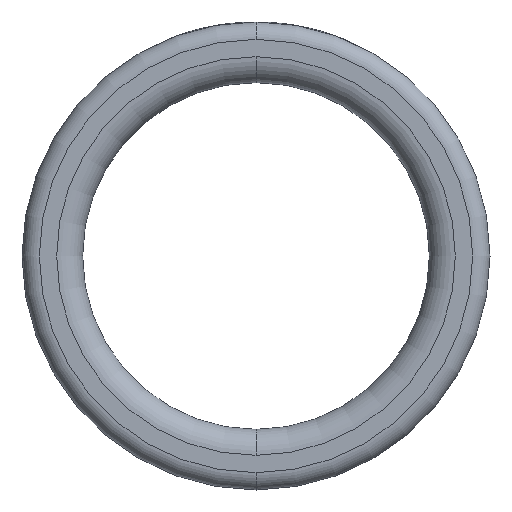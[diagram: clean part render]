
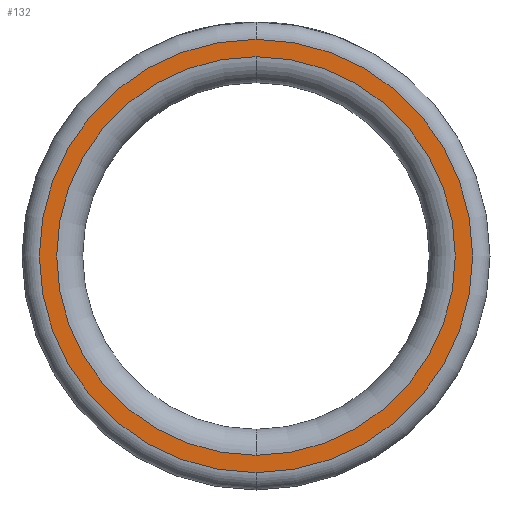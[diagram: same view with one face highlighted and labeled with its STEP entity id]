
A CAD part, front view. The second image highlights one B-rep face of the part: STEP entity #132.
In plain terms, the highlighted planar face has unit normal (0, -1, 0).
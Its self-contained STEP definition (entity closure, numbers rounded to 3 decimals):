
#6 = FACE_BOUND ( 'NONE', #1280, .T. ) ;
#47 = AXIS2_PLACEMENT_3D ( 'NONE', #1705, #541, #162 ) ;
#69 = CARTESIAN_POINT ( 'NONE',  ( 0., -47.5, 0. ) ) ;
#97 = AXIS2_PLACEMENT_3D ( 'NONE', #576, #1742, #1919 ) ;
#123 = EDGE_CURVE ( 'NONE', #1799, #488, #924, .T. ) ;
#132 = ADVANCED_FACE ( 'NONE', ( #770, #6 ), #1056, .T. ) ;
#162 = DIRECTION ( 'NONE',  ( 0., 0., -1. ) ) ;
#180 = AXIS2_PLACEMENT_3D ( 'NONE', #1255, #720, #2262 ) ;
#187 = ORIENTED_EDGE ( 'NONE', *, *, #2211, .F. ) ;
#288 = EDGE_LOOP ( 'NONE', ( #2085, #1731 ) ) ;
#375 = EDGE_CURVE ( 'NONE', #2149, #742, #1753, .T. ) ;
#385 = CIRCLE ( 'NONE', #2027, 25. ) ;
#488 = VERTEX_POINT ( 'NONE', #749 ) ;
#541 = DIRECTION ( 'NONE',  ( 0., -1., 0. ) ) ;
#576 = CARTESIAN_POINT ( 'NONE',  ( 0., -47.5, 0. ) ) ;
#650 = CARTESIAN_POINT ( 'NONE',  ( 0., -47.5, 0. ) ) ;
#720 = DIRECTION ( 'NONE',  ( 0., -1., 0. ) ) ;
#742 = VERTEX_POINT ( 'NONE', #1127 ) ;
#749 = CARTESIAN_POINT ( 'NONE',  ( 0., -47.5, -25. ) ) ;
#770 = FACE_OUTER_BOUND ( 'NONE', #288, .T. ) ;
#807 = EDGE_CURVE ( 'NONE', #488, #1799, #385, .T. ) ;
#843 = DIRECTION ( 'NONE',  ( 0., 0., -1. ) ) ;
#924 = CIRCLE ( 'NONE', #2543, 25. ) ;
#1040 = DIRECTION ( 'NONE',  ( 0., -1., 0. ) ) ;
#1056 = PLANE ( 'NONE',  #180 ) ;
#1120 = DIRECTION ( 'NONE',  ( 0., 0., -1. ) ) ;
#1127 = CARTESIAN_POINT ( 'NONE',  ( 0., -47.5, 23. ) ) ;
#1255 = CARTESIAN_POINT ( 'NONE',  ( 23., -47.5, 0. ) ) ;
#1280 = EDGE_LOOP ( 'NONE', ( #2493, #187 ) ) ;
#1337 = CIRCLE ( 'NONE', #97, 23. ) ;
#1406 = CARTESIAN_POINT ( 'NONE',  ( 0., -47.5, 25. ) ) ;
#1620 = DIRECTION ( 'NONE',  ( 0., -1., 0. ) ) ;
#1705 = CARTESIAN_POINT ( 'NONE',  ( 0., -47.5, 0. ) ) ;
#1731 = ORIENTED_EDGE ( 'NONE', *, *, #123, .T. ) ;
#1742 = DIRECTION ( 'NONE',  ( 0., -1., 0. ) ) ;
#1753 = CIRCLE ( 'NONE', #47, 23. ) ;
#1799 = VERTEX_POINT ( 'NONE', #1406 ) ;
#1919 = DIRECTION ( 'NONE',  ( 0., 0., -1. ) ) ;
#2027 = AXIS2_PLACEMENT_3D ( 'NONE', #69, #1620, #843 ) ;
#2085 = ORIENTED_EDGE ( 'NONE', *, *, #807, .T. ) ;
#2149 = VERTEX_POINT ( 'NONE', #2534 ) ;
#2211 = EDGE_CURVE ( 'NONE', #742, #2149, #1337, .T. ) ;
#2262 = DIRECTION ( 'NONE',  ( 0., 0., -1. ) ) ;
#2493 = ORIENTED_EDGE ( 'NONE', *, *, #375, .F. ) ;
#2534 = CARTESIAN_POINT ( 'NONE',  ( 0., -47.5, -23. ) ) ;
#2543 = AXIS2_PLACEMENT_3D ( 'NONE', #650, #1040, #1120 ) ;
